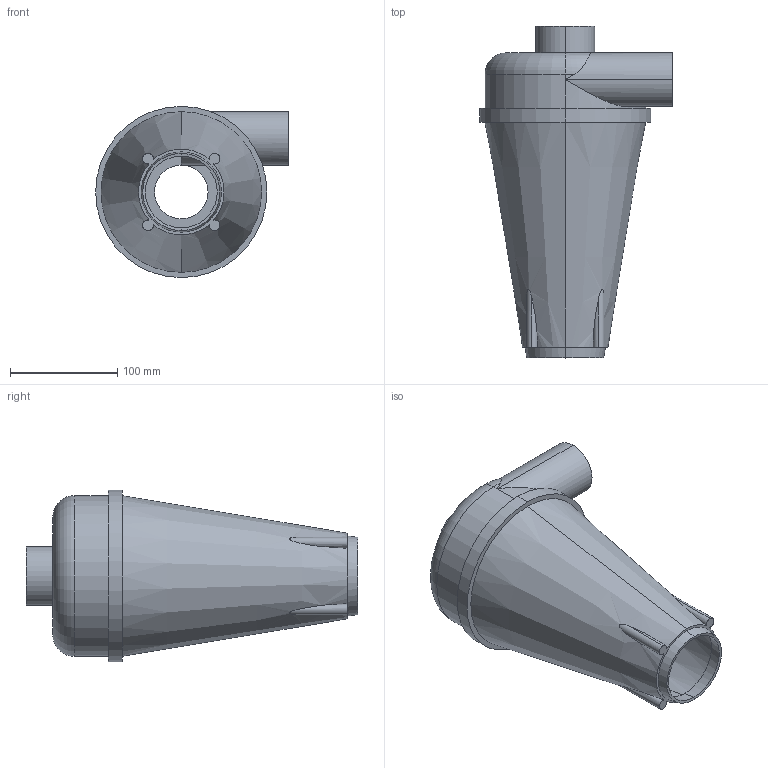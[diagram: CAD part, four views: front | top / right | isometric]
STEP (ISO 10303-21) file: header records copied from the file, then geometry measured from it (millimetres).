
FILE_DESCRIPTION (( 'STEP AP203' ), '1' );
FILE_NAME ('紬膹鍙 150.STEP', '2020-07-07T06:38:41', ( '' ), ( '' ), 'SwSTEP 2.0', 'SolidWorks 2018', '' );
FILE_SCHEMA (( 'CONFIG_CONTROL_DESIGN' ));
Length unit declared in the file: millimetre
Products named in the file (1): 紬膹鍙 150
Bounding box: 180 x 310 x 160 mm (x, y, z)
Volume: 361543.4 mm3; surface area: 278983.9 mm2
Topology: 1 solids, 1 shells, 55 faces, 129 edges, 82 vertices
Faces by surface type: cylinder 30, plane 11, cone 10, torus 4
Entity records: 2172 total; most frequent: CARTESIAN_POINT 791, DIRECTION 295, ORIENTED_EDGE 258, EDGE_CURVE 129, AXIS2_PLACEMENT_3D 128, VERTEX_POINT 82, CIRCLE 72, EDGE_LOOP 65
